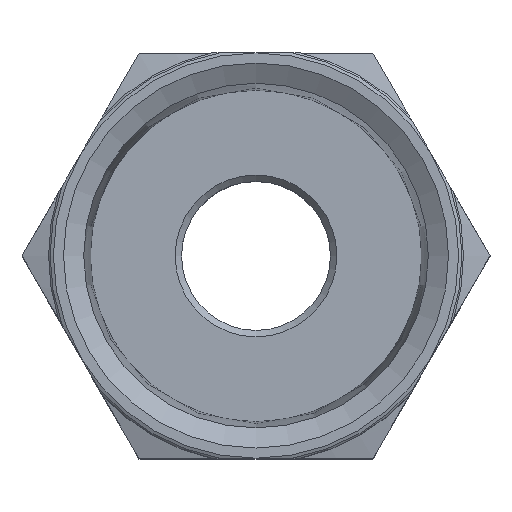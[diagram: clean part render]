
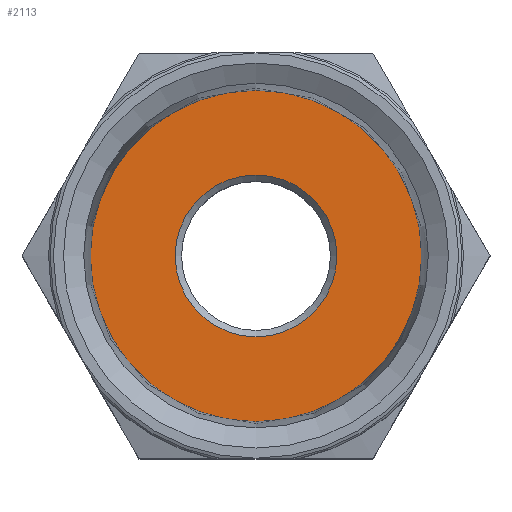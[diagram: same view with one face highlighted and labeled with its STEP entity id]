
A CAD part, top view. The second image highlights one B-rep face of the part: STEP entity #2113.
In plain terms, the highlighted planar face has unit normal (0, 0, 1).
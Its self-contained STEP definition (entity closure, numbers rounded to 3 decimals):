
#143=PLANE('',#2269);
#198=CIRCLE('',#2268,7.789);
#199=CIRCLE('',#2270,3.8);
#340=ORIENTED_EDGE('',*,*,#754,.T.);
#341=ORIENTED_EDGE('',*,*,#753,.F.);
#753=EDGE_CURVE('',#964,#964,#198,.T.);
#754=EDGE_CURVE('',#965,#965,#199,.T.);
#964=VERTEX_POINT('',#3037);
#965=VERTEX_POINT('',#3040);
#1216=EDGE_LOOP('',(#340));
#1217=EDGE_LOOP('',(#341));
#1354=FACE_BOUND('',#1216,.T.);
#1355=FACE_BOUND('',#1217,.T.);
#2113=ADVANCED_FACE('',(#1354,#1355),#143,.T.);
#2268=AXIS2_PLACEMENT_3D('',#3036,#2535,#2536);
#2269=AXIS2_PLACEMENT_3D('',#3038,#2537,#2538);
#2270=AXIS2_PLACEMENT_3D('',#3039,#2539,#2540);
#2535=DIRECTION('',(0.,0.,-1.));
#2536=DIRECTION('',(0.,1.,0.));
#2537=DIRECTION('',(0.,0.,1.));
#2538=DIRECTION('',(0.,-1.,0.));
#2539=DIRECTION('',(0.,0.,-1.));
#2540=DIRECTION('',(0.,1.,0.));
#3036=CARTESIAN_POINT('',(0.,0.,-10.5));
#3037=CARTESIAN_POINT('',(0.,7.789,-10.5));
#3038=CARTESIAN_POINT('',(0.,7.789,-10.5));
#3039=CARTESIAN_POINT('',(0.,0.,-10.5));
#3040=CARTESIAN_POINT('',(0.,3.8,-10.5));
